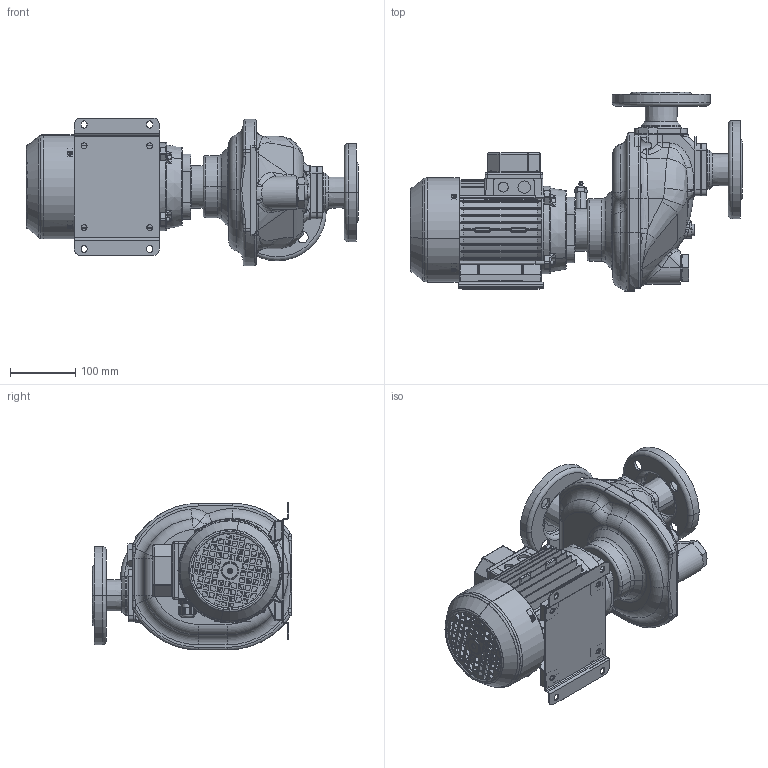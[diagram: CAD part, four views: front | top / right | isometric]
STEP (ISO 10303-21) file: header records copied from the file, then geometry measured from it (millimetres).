
FILE_DESCRIPTION((''),'2;1');
FILE_NAME('S_41_K_T_F','2022-01-28T11:00:47',('Nicola'),(''),'CREO PARAMETRIC BY PTC INC, 2020354','CREO PARAMETRIC BY PTC INC, 2020354','');
FILE_SCHEMA(('CONFIG_CONTROL_DESIGN'));
Products named in the file (1): S_41_K_T_F
Bounding box: 507 x 304 x 226 mm (x, y, z)
Volume: 6292967.9 mm3; surface area: 971379.8 mm2
Topology: 3 solids, 3 shells, 5389 faces, 14580 edges, 9175 vertices
Faces by surface type: plane 1893, cylinder 1739, bspline 673, cone 367, torus 352, extrusion 237, sphere 128
Entity records: 260229 total; most frequent: CARTESIAN_POINT 131203, ORIENTED_EDGE 28778, DIRECTION 24394, EDGE_CURVE 14389, VERTEX_POINT 9175, AXIS2_PLACEMENT_3D 8872, VECTOR 6650, LINE 6413
